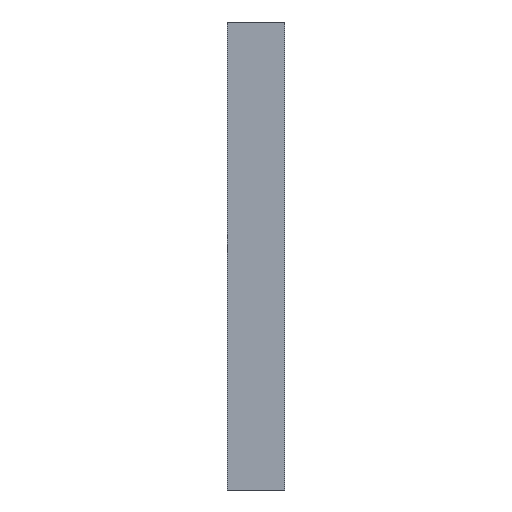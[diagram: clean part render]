
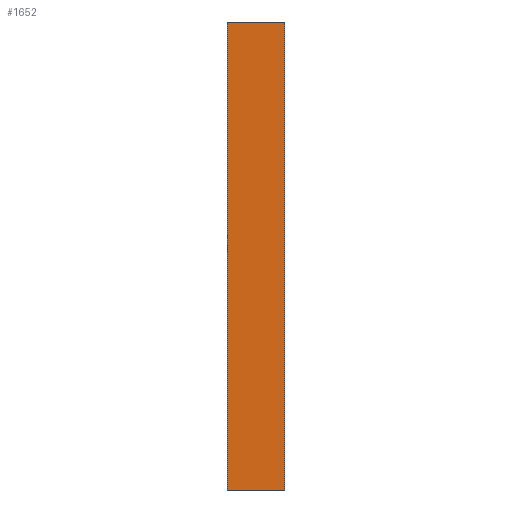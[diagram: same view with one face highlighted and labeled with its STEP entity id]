
A CAD part, left-side view. The second image highlights one B-rep face of the part: STEP entity #1652.
In plain terms, the highlighted planar face has unit normal (-1, 0, 0).
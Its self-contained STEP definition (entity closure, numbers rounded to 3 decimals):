
#145 = DIRECTION ( 'NONE',  ( 0., 0., 1. ) ) ;
#153 = CARTESIAN_POINT ( 'NONE',  ( -87.5, 12.25, -50. ) ) ;
#257 = VECTOR ( 'NONE', #426, 1000. ) ;
#266 = VERTEX_POINT ( 'NONE', #1157 ) ;
#301 = CARTESIAN_POINT ( 'NONE',  ( -87.5, 4., -50. ) ) ;
#362 = ORIENTED_EDGE ( 'NONE', *, *, #1848, .F. ) ;
#426 = DIRECTION ( 'NONE',  ( 0., -1., 0. ) ) ;
#464 = CARTESIAN_POINT ( 'NONE',  ( -87.5, 4., 50. ) ) ;
#499 = ORIENTED_EDGE ( 'NONE', *, *, #760, .T. ) ;
#538 = DIRECTION ( 'NONE',  ( 0., -1., 0. ) ) ;
#760 = EDGE_CURVE ( 'NONE', #1758, #266, #1662, .T. ) ;
#829 = ORIENTED_EDGE ( 'NONE', *, *, #971, .F. ) ;
#841 = CARTESIAN_POINT ( 'NONE',  ( -87.5, 12.25, 50. ) ) ;
#845 = LINE ( 'NONE', #1902, #1629 ) ;
#898 = FACE_OUTER_BOUND ( 'NONE', #942, .T. ) ;
#921 = LINE ( 'NONE', #1182, #1824 ) ;
#931 = DIRECTION ( 'NONE',  ( 1., 0., 0. ) ) ;
#941 = AXIS2_PLACEMENT_3D ( 'NONE', #464, #931, #1074 ) ;
#942 = EDGE_LOOP ( 'NONE', ( #1231, #362, #829, #499 ) ) ;
#971 = EDGE_CURVE ( 'NONE', #1758, #1054, #1928, .T. ) ;
#1054 = VERTEX_POINT ( 'NONE', #841 ) ;
#1074 = DIRECTION ( 'NONE',  ( 0., 0., -1. ) ) ;
#1157 = CARTESIAN_POINT ( 'NONE',  ( -87.5, 0., -50. ) ) ;
#1182 = CARTESIAN_POINT ( 'NONE',  ( -87.5, 0., 50. ) ) ;
#1231 = ORIENTED_EDGE ( 'NONE', *, *, #1604, .T. ) ;
#1401 = VERTEX_POINT ( 'NONE', #1886 ) ;
#1523 = PLANE ( 'NONE',  #941 ) ;
#1593 = VECTOR ( 'NONE', #1767, 1000. ) ;
#1604 = EDGE_CURVE ( 'NONE', #266, #1401, #921, .T. ) ;
#1629 = VECTOR ( 'NONE', #538, 1000. ) ;
#1652 = ADVANCED_FACE ( 'NONE', ( #898 ), #1523, .F. ) ;
#1662 = LINE ( 'NONE', #301, #257 ) ;
#1758 = VERTEX_POINT ( 'NONE', #153 ) ;
#1767 = DIRECTION ( 'NONE',  ( 0., 0., 1. ) ) ;
#1824 = VECTOR ( 'NONE', #145, 1000. ) ;
#1848 = EDGE_CURVE ( 'NONE', #1054, #1401, #845, .T. ) ;
#1886 = CARTESIAN_POINT ( 'NONE',  ( -87.5, 0., 50. ) ) ;
#1902 = CARTESIAN_POINT ( 'NONE',  ( -87.5, 4., 50. ) ) ;
#1908 = CARTESIAN_POINT ( 'NONE',  ( -87.5, 12.25, 50. ) ) ;
#1928 = LINE ( 'NONE', #1908, #1593 ) ;
